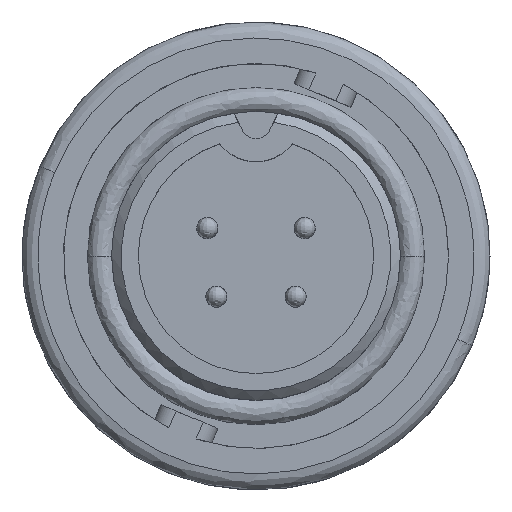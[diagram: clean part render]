
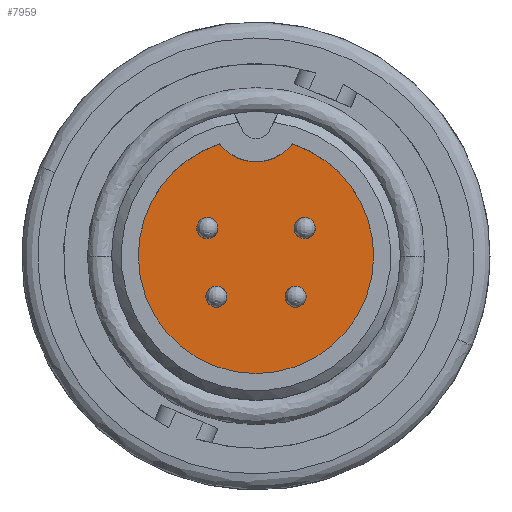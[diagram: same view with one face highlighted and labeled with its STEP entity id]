
A CAD part, top view. The second image highlights one B-rep face of the part: STEP entity #7959.
In plain terms, the highlighted planar face has unit normal (0, 0, 1).
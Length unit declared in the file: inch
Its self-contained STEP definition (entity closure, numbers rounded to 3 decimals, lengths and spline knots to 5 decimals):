
#300 = ORIENTED_EDGE ( 'NONE', *, *, #13131, .T. ) ;
#463 = ORIENTED_EDGE ( 'NONE', *, *, #12988, .T. ) ;
#576 = ORIENTED_EDGE ( 'NONE', *, *, #13397, .T. ) ;
#578 = ORIENTED_EDGE ( 'NONE', *, *, #13222, .F. ) ;
#580 = ORIENTED_EDGE ( 'NONE', *, *, #13218, .T. ) ;
#591 = ORIENTED_EDGE ( 'NONE', *, *, #13094, .T. ) ;
#599 = ORIENTED_EDGE ( 'NONE', *, *, #13014, .T. ) ;
#1239 = CARTESIAN_POINT ( 'NONE',  ( 0., 0., -0.245 ) ) ;
#1240 = DIRECTION ( 'NONE',  ( 0., 0., 1. ) ) ;
#1241 = DIRECTION ( 'NONE',  ( 1., 0., 0. ) ) ;
#1260 = CARTESIAN_POINT ( 'NONE',  ( 0., 0.26105, -0.245 ) ) ;
#1261 = DIRECTION ( 'NONE',  ( 0., 0., 1. ) ) ;
#1262 = DIRECTION ( 'NONE',  ( 1., 0., 0. ) ) ;
#6204 = PLANE ( 'NONE',  #14081 ) ;
#6266 = DIRECTION ( 'NONE',  ( 1., 0., 0. ) ) ;
#6267 = DIRECTION ( 'NONE',  ( 0., 0., 1. ) ) ;
#6270 = CARTESIAN_POINT ( 'NONE',  ( 0., 0.13052, -0.245 ) ) ;
#6937 = ORIENTED_EDGE ( 'NONE', *, *, #13097, .T. ) ;
#6939 = ORIENTED_EDGE ( 'NONE', *, *, #13435, .T. ) ;
#6952 = ORIENTED_EDGE ( 'NONE', *, *, #13117, .T. ) ;
#7223 = ORIENTED_EDGE ( 'NONE', *, *, #13414, .T. ) ;
#7378 = VERTEX_POINT ( 'NONE', #14749 ) ;
#7382 = VERTEX_POINT ( 'NONE', #14745 ) ;
#7385 = VERTEX_POINT ( 'NONE', #14742 ) ;
#7433 = VERTEX_POINT ( 'NONE', #14695 ) ;
#7443 = VERTEX_POINT ( 'NONE', #14685 ) ;
#7470 = VERTEX_POINT ( 'NONE', #14660 ) ;
#7473 = VERTEX_POINT ( 'NONE', #14657 ) ;
#7490 = VERTEX_POINT ( 'NONE', #14640 ) ;
#7542 = VERTEX_POINT ( 'NONE', #14589 ) ;
#7557 = VERTEX_POINT ( 'NONE', #14576 ) ;
#7559 = VERTEX_POINT ( 'NONE', #14574 ) ;
#7747 = VERTEX_POINT ( 'NONE', #12380 ) ;
#7959 = ADVANCED_FACE ( 'NONE', ( #14141, #14144, #14102, #14105, #14094 ), #6204, .T. ) ;
#8393 = CARTESIAN_POINT ( 'NONE',  ( 0.074, -0.076, -0.245 ) ) ;
#8394 = DIRECTION ( 'NONE',  ( 0., 0., -1. ) ) ;
#8395 = DIRECTION ( 'NONE',  ( -1., 0., 0. ) ) ;
#8597 = CARTESIAN_POINT ( 'NONE',  ( 0.091, 0.052, -0.245 ) ) ;
#8604 = DIRECTION ( 'NONE',  ( 0., 0., -1. ) ) ;
#8605 = DIRECTION ( 'NONE',  ( -1., 0., 0. ) ) ;
#8671 = CARTESIAN_POINT ( 'NONE',  ( 0., 0., -0.245 ) ) ;
#8672 = DIRECTION ( 'NONE',  ( 0., 0., 1. ) ) ;
#8673 = DIRECTION ( 'NONE',  ( 1., 0., 0. ) ) ;
#9027 = CARTESIAN_POINT ( 'NONE',  ( 0.091, 0.052, -0.245 ) ) ;
#9028 = DIRECTION ( 'NONE',  ( 0., 0., -1. ) ) ;
#9029 = DIRECTION ( 'NONE',  ( -1., 0., 0. ) ) ;
#9038 = CARTESIAN_POINT ( 'NONE',  ( -0.074, -0.076, -0.245 ) ) ;
#9039 = DIRECTION ( 'NONE',  ( 0., 0., -1. ) ) ;
#9040 = DIRECTION ( 'NONE',  ( -1., 0., 0. ) ) ;
#9148 = CARTESIAN_POINT ( 'NONE',  ( -0.091, 0.052, -0.245 ) ) ;
#9149 = DIRECTION ( 'NONE',  ( 0., 0., -1. ) ) ;
#9150 = DIRECTION ( 'NONE',  ( -1., 0., 0. ) ) ;
#9292 = CARTESIAN_POINT ( 'NONE',  ( 0.074, -0.076, -0.245 ) ) ;
#9293 = DIRECTION ( 'NONE',  ( 0., 0., -1. ) ) ;
#9294 = DIRECTION ( 'NONE',  ( -1., 0., 0. ) ) ;
#10369 = CARTESIAN_POINT ( 'NONE',  ( 0., 0., -0.245 ) ) ;
#10370 = DIRECTION ( 'NONE',  ( 0., 0., 1. ) ) ;
#10371 = DIRECTION ( 'NONE',  ( 1., 0., 0. ) ) ;
#10440 = CARTESIAN_POINT ( 'NONE',  ( -0.091, 0.052, -0.245 ) ) ;
#10441 = DIRECTION ( 'NONE',  ( 0., 0., -1. ) ) ;
#10442 = DIRECTION ( 'NONE',  ( -1., 0., 0. ) ) ;
#10513 = CARTESIAN_POINT ( 'NONE',  ( -0.074, -0.076, -0.245 ) ) ;
#10517 = DIRECTION ( 'NONE',  ( 0., 0., -1. ) ) ;
#10518 = DIRECTION ( 'NONE',  ( -1., 0., 0. ) ) ;
#11186 = EDGE_LOOP ( 'NONE', ( #7223, #6952 ) ) ;
#11190 = EDGE_LOOP ( 'NONE', ( #300, #463 ) ) ;
#11269 = ORIENTED_EDGE ( 'NONE', *, *, #13030, .T. ) ;
#11289 = EDGE_LOOP ( 'NONE', ( #599, #591 ) ) ;
#11292 = EDGE_LOOP ( 'NONE', ( #580, #576, #11269, #578 ) ) ;
#11299 = EDGE_LOOP ( 'NONE', ( #6939, #6937 ) ) ;
#11617 = AXIS2_PLACEMENT_3D ( 'NONE', #10440, #10441, #10442 ) ;
#11654 = AXIS2_PLACEMENT_3D ( 'NONE', #8671, #8672, #8673 ) ;
#11658 = AXIS2_PLACEMENT_3D ( 'NONE', #10369, #10370, #10371 ) ;
#11666 = AXIS2_PLACEMENT_3D ( 'NONE', #10513, #10517, #10518 ) ;
#11671 = AXIS2_PLACEMENT_3D ( 'NONE', #8597, #8604, #8605 ) ;
#11696 = AXIS2_PLACEMENT_3D ( 'NONE', #8393, #8394, #8395 ) ;
#11726 = AXIS2_PLACEMENT_3D ( 'NONE', #9038, #9039, #9040 ) ;
#11753 = AXIS2_PLACEMENT_3D ( 'NONE', #1260, #1261, #1262 ) ;
#11757 = AXIS2_PLACEMENT_3D ( 'NONE', #9027, #9028, #9029 ) ;
#11783 = AXIS2_PLACEMENT_3D ( 'NONE', #9148, #9149, #9150 ) ;
#11791 = AXIS2_PLACEMENT_3D ( 'NONE', #9292, #9293, #9294 ) ;
#11825 = AXIS2_PLACEMENT_3D ( 'NONE', #1239, #1240, #1241 ) ;
#12380 = CARTESIAN_POINT ( 'NONE',  ( -0.0675, 0.20939, -0.245 ) ) ;
#12988 = EDGE_CURVE ( 'NONE', #7490, #7542, #13529, .T. ) ;
#13014 = EDGE_CURVE ( 'NONE', #7557, #7559, #13537, .T. ) ;
#13030 = EDGE_CURVE ( 'NONE', #7385, #7378, #13547, .T. ) ;
#13094 = EDGE_CURVE ( 'NONE', #7559, #7557, #13581, .T. ) ;
#13097 = EDGE_CURVE ( 'NONE', #7473, #7470, #13582, .T. ) ;
#13117 = EDGE_CURVE ( 'NONE', #7433, #7443, #13590, .T. ) ;
#13131 = EDGE_CURVE ( 'NONE', #7542, #7490, #13594, .T. ) ;
#13218 = EDGE_CURVE ( 'NONE', #7747, #7382, #13617, .T. ) ;
#13222 = EDGE_CURVE ( 'NONE', #7747, #7378, #13620, .T. ) ;
#13397 = EDGE_CURVE ( 'NONE', #7382, #7385, #13645, .T. ) ;
#13414 = EDGE_CURVE ( 'NONE', #7443, #7433, #13649, .T. ) ;
#13435 = EDGE_CURVE ( 'NONE', #7470, #7473, #13659, .T. ) ;
#13529 = CIRCLE ( 'NONE', #11696, 0.01974 ) ;
#13537 = CIRCLE ( 'NONE', #11671, 0.01974 ) ;
#13547 = CIRCLE ( 'NONE', #11654, 0.22 ) ;
#13581 = CIRCLE ( 'NONE', #11757, 0.01974 ) ;
#13582 = CIRCLE ( 'NONE', #11726, 0.01974 ) ;
#13590 = CIRCLE ( 'NONE', #11783, 0.01974 ) ;
#13594 = CIRCLE ( 'NONE', #11791, 0.01974 ) ;
#13617 = CIRCLE ( 'NONE', #11825, 0.22 ) ;
#13620 = CIRCLE ( 'NONE', #11753, 0.085 ) ;
#13645 = CIRCLE ( 'NONE', #11658, 0.22 ) ;
#13649 = CIRCLE ( 'NONE', #11617, 0.01974 ) ;
#13659 = CIRCLE ( 'NONE', #11666, 0.01974 ) ;
#14081 = AXIS2_PLACEMENT_3D ( 'NONE', #6270, #6267, #6266 ) ;
#14094 = FACE_BOUND ( 'NONE', #11299, .T. ) ;
#14102 = FACE_OUTER_BOUND ( 'NONE', #11292, .T. ) ;
#14105 = FACE_BOUND ( 'NONE', #11289, .T. ) ;
#14141 = FACE_BOUND ( 'NONE', #11186, .T. ) ;
#14144 = FACE_BOUND ( 'NONE', #11190, .T. ) ;
#14574 = CARTESIAN_POINT ( 'NONE',  ( 0.11074, 0.052, -0.245 ) ) ;
#14576 = CARTESIAN_POINT ( 'NONE',  ( 0.07126, 0.052, -0.245 ) ) ;
#14589 = CARTESIAN_POINT ( 'NONE',  ( 0.05426, -0.076, -0.245 ) ) ;
#14640 = CARTESIAN_POINT ( 'NONE',  ( 0.09374, -0.076, -0.245 ) ) ;
#14657 = CARTESIAN_POINT ( 'NONE',  ( -0.05426, -0.076, -0.245 ) ) ;
#14660 = CARTESIAN_POINT ( 'NONE',  ( -0.09374, -0.076, -0.245 ) ) ;
#14685 = CARTESIAN_POINT ( 'NONE',  ( -0.11074, 0.052, -0.245 ) ) ;
#14695 = CARTESIAN_POINT ( 'NONE',  ( -0.07126, 0.052, -0.245 ) ) ;
#14742 = CARTESIAN_POINT ( 'NONE',  ( 0.22, 0., -0.245 ) ) ;
#14745 = CARTESIAN_POINT ( 'NONE',  ( -0.22, 0., -0.245 ) ) ;
#14749 = CARTESIAN_POINT ( 'NONE',  ( 0.0675, 0.20939, -0.245 ) ) ;
